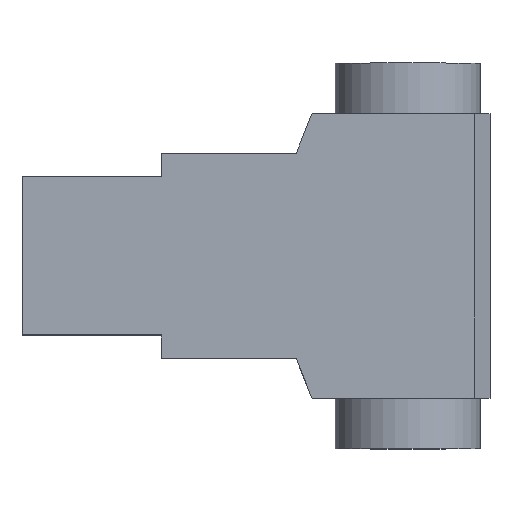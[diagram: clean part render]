
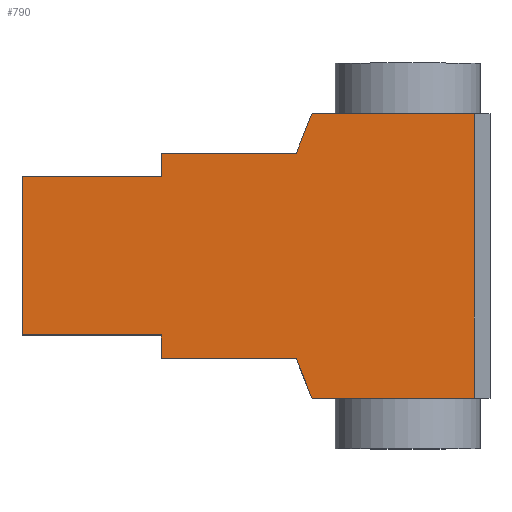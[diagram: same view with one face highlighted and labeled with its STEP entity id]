
A CAD part, top view. The second image highlights one B-rep face of the part: STEP entity #790.
In plain terms, the highlighted planar face has unit normal (0, 0, 1).
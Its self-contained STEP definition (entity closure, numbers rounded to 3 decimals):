
#57=PLANE('',#864);
#99=FACE_OUTER_BOUND('',#145,.T.);
#145=EDGE_LOOP('',(#592,#593,#594,#595,#596,#597,#598,#599,#600,#601,#602,
#603));
#203=LINE('',#1205,#298);
#204=LINE('',#1207,#299);
#205=LINE('',#1209,#300);
#206=LINE('',#1211,#301);
#207=LINE('',#1213,#302);
#208=LINE('',#1215,#303);
#209=LINE('',#1217,#304);
#210=LINE('',#1219,#305);
#211=LINE('',#1221,#306);
#212=LINE('',#1223,#307);
#213=LINE('',#1225,#308);
#214=LINE('',#1226,#309);
#298=VECTOR('',#964,10.);
#299=VECTOR('',#965,10.);
#300=VECTOR('',#966,10.);
#301=VECTOR('',#967,10.);
#302=VECTOR('',#968,10.);
#303=VECTOR('',#969,10.);
#304=VECTOR('',#970,10.);
#305=VECTOR('',#971,10.);
#306=VECTOR('',#972,10.);
#307=VECTOR('',#973,10.);
#308=VECTOR('',#974,10.);
#309=VECTOR('',#975,10.);
#409=VERTEX_POINT('',#1203);
#410=VERTEX_POINT('',#1204);
#411=VERTEX_POINT('',#1206);
#412=VERTEX_POINT('',#1208);
#413=VERTEX_POINT('',#1210);
#414=VERTEX_POINT('',#1212);
#415=VERTEX_POINT('',#1214);
#416=VERTEX_POINT('',#1216);
#417=VERTEX_POINT('',#1218);
#418=VERTEX_POINT('',#1220);
#419=VERTEX_POINT('',#1222);
#420=VERTEX_POINT('',#1224);
#482=EDGE_CURVE('',#409,#410,#203,.T.);
#483=EDGE_CURVE('',#410,#411,#204,.T.);
#484=EDGE_CURVE('',#411,#412,#205,.T.);
#485=EDGE_CURVE('',#412,#413,#206,.T.);
#486=EDGE_CURVE('',#413,#414,#207,.T.);
#487=EDGE_CURVE('',#414,#415,#208,.T.);
#488=EDGE_CURVE('',#416,#415,#209,.T.);
#489=EDGE_CURVE('',#417,#416,#210,.T.);
#490=EDGE_CURVE('',#417,#418,#211,.T.);
#491=EDGE_CURVE('',#418,#419,#212,.T.);
#492=EDGE_CURVE('',#419,#420,#213,.T.);
#493=EDGE_CURVE('',#420,#409,#214,.T.);
#592=ORIENTED_EDGE('',*,*,#482,.T.);
#593=ORIENTED_EDGE('',*,*,#483,.T.);
#594=ORIENTED_EDGE('',*,*,#484,.T.);
#595=ORIENTED_EDGE('',*,*,#485,.T.);
#596=ORIENTED_EDGE('',*,*,#486,.T.);
#597=ORIENTED_EDGE('',*,*,#487,.T.);
#598=ORIENTED_EDGE('',*,*,#488,.F.);
#599=ORIENTED_EDGE('',*,*,#489,.F.);
#600=ORIENTED_EDGE('',*,*,#490,.T.);
#601=ORIENTED_EDGE('',*,*,#491,.T.);
#602=ORIENTED_EDGE('',*,*,#492,.T.);
#603=ORIENTED_EDGE('',*,*,#493,.T.);
#790=ADVANCED_FACE('',(#99),#57,.T.);
#864=AXIS2_PLACEMENT_3D('',#1202,#962,#963);
#962=DIRECTION('center_axis',(0.,0.,1.));
#963=DIRECTION('ref_axis',(1.,0.,0.));
#964=DIRECTION('',(0.,1.,0.));
#965=DIRECTION('',(-1.,0.,0.));
#966=DIRECTION('',(-0.371,-0.928,0.));
#967=DIRECTION('',(-1.,0.,0.));
#968=DIRECTION('',(0.,-1.,0.));
#969=DIRECTION('',(-1.,0.,0.));
#970=DIRECTION('',(0.,1.,0.));
#971=DIRECTION('',(-1.,0.,0.));
#972=DIRECTION('',(0.,-1.,0.));
#973=DIRECTION('',(1.,0.,0.));
#974=DIRECTION('',(0.371,-0.928,0.));
#975=DIRECTION('',(1.,0.,0.));
#1202=CARTESIAN_POINT('Origin',(-4.,0.,47.));
#1203=CARTESIAN_POINT('',(90.,-90.,47.));
#1204=CARTESIAN_POINT('',(90.,90.,47.));
#1205=CARTESIAN_POINT('',(90.,0.,47.));
#1206=CARTESIAN_POINT('',(-12.578,90.,47.));
#1207=CARTESIAN_POINT('',(100.,90.,47.));
#1208=CARTESIAN_POINT('',(-22.578,65.,47.));
#1209=CARTESIAN_POINT('',(-12.578,90.,47.));
#1210=CARTESIAN_POINT('',(-108.,65.,47.));
#1211=CARTESIAN_POINT('',(-22.578,65.,47.));
#1212=CARTESIAN_POINT('',(-108.,50.,47.));
#1213=CARTESIAN_POINT('',(-108.,65.,47.));
#1214=CARTESIAN_POINT('',(-196.,50.,47.));
#1215=CARTESIAN_POINT('',(-108.,50.,47.));
#1216=CARTESIAN_POINT('',(-196.,-50.,47.));
#1217=CARTESIAN_POINT('',(-196.,-90.,47.));
#1218=CARTESIAN_POINT('',(-108.,-50.,47.));
#1219=CARTESIAN_POINT('',(-108.,-50.,47.));
#1220=CARTESIAN_POINT('',(-108.,-65.,47.));
#1221=CARTESIAN_POINT('',(-108.,65.,47.));
#1222=CARTESIAN_POINT('',(-22.578,-65.,47.));
#1223=CARTESIAN_POINT('',(-108.,-65.,47.));
#1224=CARTESIAN_POINT('',(-12.578,-90.,47.));
#1225=CARTESIAN_POINT('',(-22.578,-65.,47.));
#1226=CARTESIAN_POINT('',(-12.578,-90.,47.));
